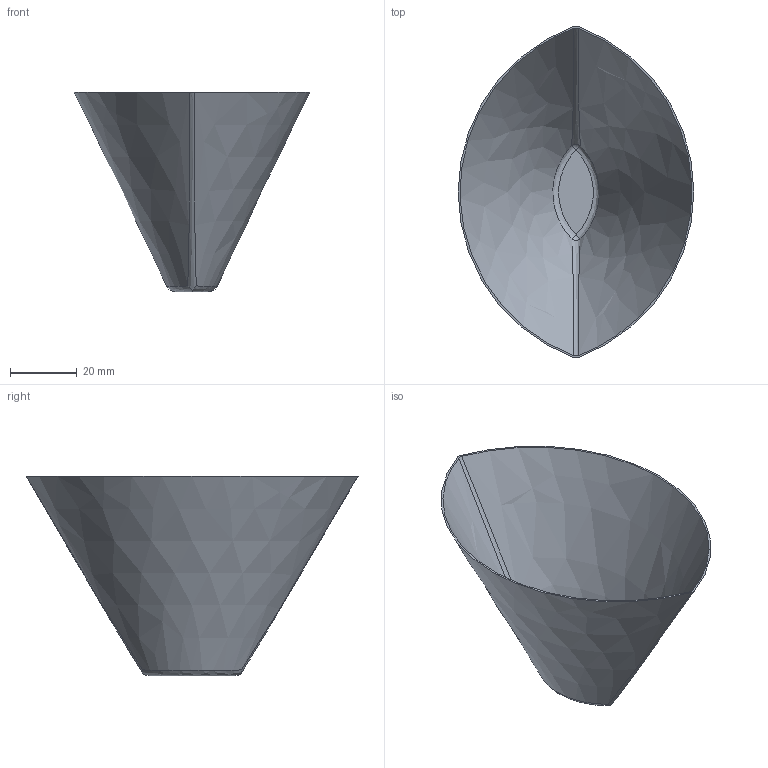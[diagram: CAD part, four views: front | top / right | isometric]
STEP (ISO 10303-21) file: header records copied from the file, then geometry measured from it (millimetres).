
FILE_DESCRIPTION((''),'2;1');
FILE_NAME('TAIL','2020-11-08T17:55:25',('NX DESIGN'),(''),'CREO PARAMETRIC BY PTC INC, 2020053','CREO PARAMETRIC BY PTC INC, 2020053','');
FILE_SCHEMA(('CONFIG_CONTROL_DESIGN'));
Length unit declared in the file: millimetre
Products named in the file (1): TAIL
Bounding box: 70.84 x 99.78 x 60 mm (x, y, z)
Volume: 5544 mm3; surface area: 22314.3 mm2
Topology: 1 solids, 1 shells, 17 faces, 36 edges, 22 vertices
Faces by surface type: bspline 12, plane 3, sphere 2
Entity records: 1783 total; most frequent: CARTESIAN_POINT 1470, ORIENTED_EDGE 72, EDGE_CURVE 36, B_SPLINE_CURVE_WITH_KNOTS 28, DIRECTION 26, VERTEX_POINT 22, EDGE_LOOP 18, FACE_OUTER_BOUND 17
